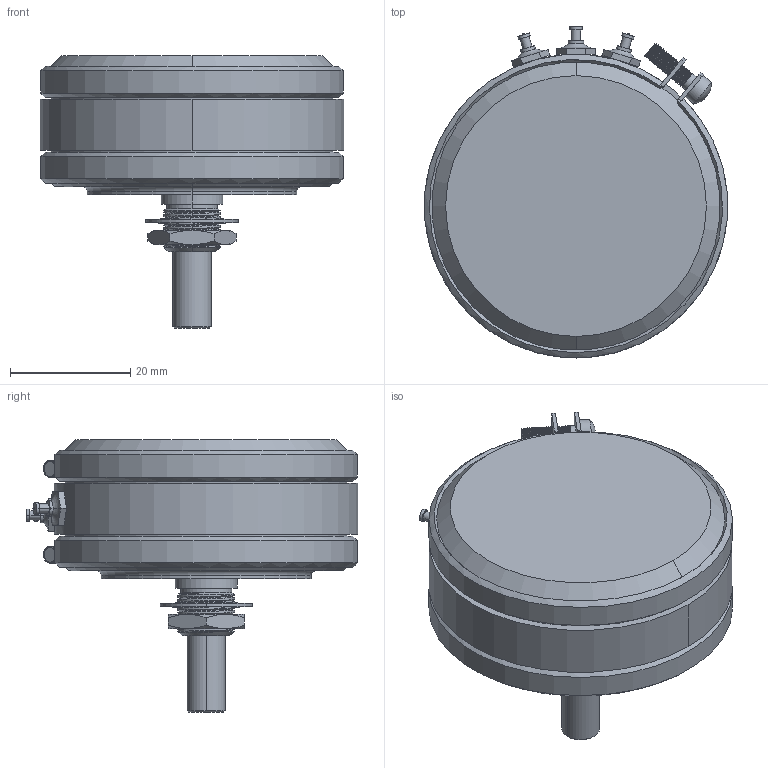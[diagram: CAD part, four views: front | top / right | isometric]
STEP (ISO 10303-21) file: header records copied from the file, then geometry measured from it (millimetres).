
FILE_DESCRIPTION((''),'2;1');
FILE_NAME('6671_SW0003','2013-10-17T',('bmozley'),(''),'PRO/ENGINEER BY PARAMETRIC TECHNOLOGY CORPORATION, 2013230','PRO/ENGINEER BY PARAMETRIC TECHNOLOGY CORPORATION, 2013230','');
FILE_SCHEMA(('CONFIG_CONTROL_DESIGN'));
Products named in the file (1): 6671_SW0003
Bounding box: 50.55 x 55.27 x 45.34 mm (x, y, z)
Volume: 44730.3 mm3; surface area: 13952.6 mm2
Topology: 3 solids, 4 shells, 602 faces, 1700 edges, 1090 vertices
Faces by surface type: cylinder 303, plane 134, bspline 107, cone 46, torus 8, sphere 4
Entity records: 55661 total; most frequent: CARTESIAN_POINT 41340, ORIENTED_EDGE 3400, DIRECTION 2368, EDGE_CURVE 1700, VERTEX_POINT 1090, AXIS2_PLACEMENT_3D 855, B_SPLINE_CURVE_WITH_KNOTS 682, VECTOR 658
